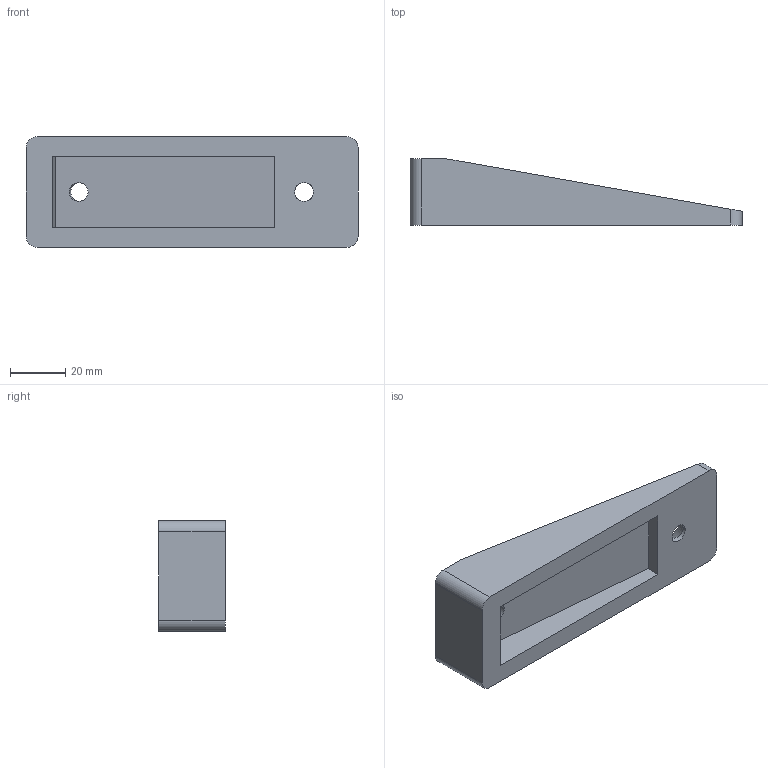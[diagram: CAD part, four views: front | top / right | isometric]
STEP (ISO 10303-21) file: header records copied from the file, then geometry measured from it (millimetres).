
FILE_DESCRIPTION (( 'STEP AP203' ), '1' );
FILE_NAME ('1.38.E55.STEP', '2019-06-03T12:45:42', ( '' ), ( '' ), 'SwSTEP 2.0', 'SolidWorks 2018', '' );
FILE_SCHEMA (( 'CONFIG_CONTROL_DESIGN' ));
Length unit declared in the file: millimetre
Products named in the file (1): 1.38.E55
Bounding box: 120 x 24 x 40 mm (x, y, z)
Volume: 54823.7 mm3; surface area: 16496.6 mm2
Topology: 1 solids, 1 shells, 24 faces, 59 edges, 38 vertices
Faces by surface type: plane 12, cylinder 8, bspline 4
Entity records: 1778 total; most frequent: CARTESIAN_POINT 1156, ORIENTED_EDGE 118, DIRECTION 97, EDGE_CURVE 59, VERTEX_POINT 38, VECTOR 35, LINE 35, AXIS2_PLACEMENT_3D 31
